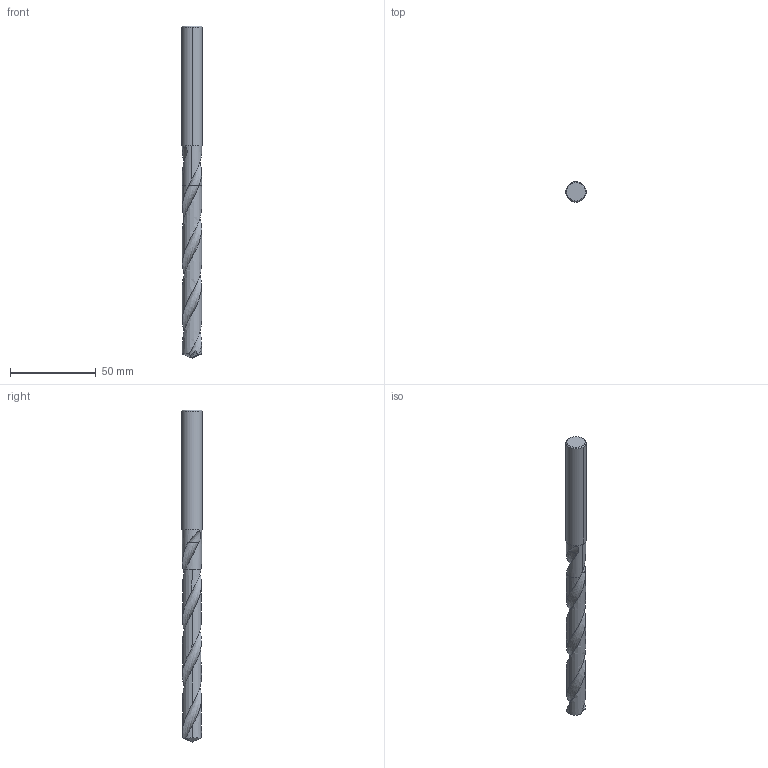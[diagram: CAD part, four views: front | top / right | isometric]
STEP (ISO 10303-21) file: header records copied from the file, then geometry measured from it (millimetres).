
FILE_DESCRIPTION(('no description'),'unknown implementation level');
FILE_NAME('solidCE_PDwVSnh4WBeCUHNzhDQ0ybow_1.STP',' ',('CIM GmbH Aachen'),('CADClick - KiM GmbH - www.kimweb.de'),'unknown preprocess','ACIS','unknown authorization');
FILE_SCHEMA(('automotive_design'));
Length unit declared in the file: millimetre
Products named in the file (2): 1; 2
Bounding box: 12 x 12 x 194 mm (x, y, z)
Volume: 17027.9 mm3; surface area: 7582.5 mm2
Topology: 2 solids, 2 shells, 55 faces, 149 edges, 95 vertices
Faces by surface type: plane 19, cone 18, cylinder 12, bspline 4, revolution 2
Entity records: 10727 total; most frequent: CARTESIAN_POINT 7796, STYLED_ITEM 297, PRESENTATION_STYLE_ASSIGNMENT 297, COLOUR_RGB 297, ORIENTED_EDGE 290, DIRECTION 215, EDGE_CURVE 145, CURVE_STYLE 145
